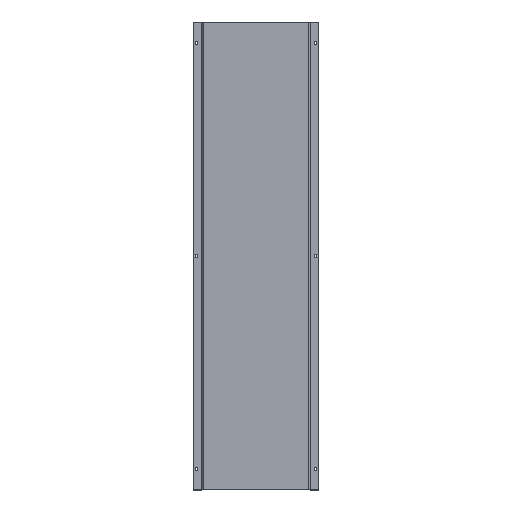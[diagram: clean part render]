
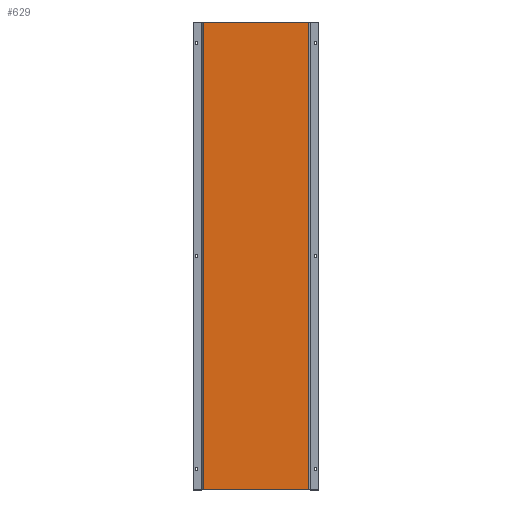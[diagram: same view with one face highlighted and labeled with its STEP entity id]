
A CAD part, top view. The second image highlights one B-rep face of the part: STEP entity #629.
In plain terms, the highlighted planar face has unit normal (0, 0, 1).
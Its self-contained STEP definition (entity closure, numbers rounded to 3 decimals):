
#209 = CARTESIAN_POINT ( 'NONE',  ( 1.7, 1100., 0. ) ) ;
#328 = DIRECTION ( 'NONE',  ( 0., 0., -1. ) ) ;
#340 = ORIENTED_EDGE ( 'NONE', *, *, #943, .T. ) ;
#358 = ORIENTED_EDGE ( 'NONE', *, *, #1622, .T. ) ;
#380 = CARTESIAN_POINT ( 'NONE',  ( 250.7, 0., 0. ) ) ;
#466 = DIRECTION ( 'NONE',  ( 0., -1., 0. ) ) ;
#559 = DIRECTION ( 'NONE',  ( -1., 0., 0. ) ) ;
#629 = ADVANCED_FACE ( 'NONE', ( #1757 ), #1364, .F. ) ;
#697 = CARTESIAN_POINT ( 'NONE',  ( 0., 0., 0. ) ) ;
#875 = CARTESIAN_POINT ( 'NONE',  ( 250.7, 1100., 0. ) ) ;
#919 = DIRECTION ( 'NONE',  ( -1., 0., 0. ) ) ;
#943 = EDGE_CURVE ( 'NONE', #1228, #1684, #1442, .T. ) ;
#1001 = DIRECTION ( 'NONE',  ( 1., 0., 0. ) ) ;
#1060 = EDGE_CURVE ( 'NONE', #1210, #1228, #1763, .T. ) ;
#1109 = VECTOR ( 'NONE', #1001, 1000. ) ;
#1210 = VERTEX_POINT ( 'NONE', #1816 ) ;
#1214 = ORIENTED_EDGE ( 'NONE', *, *, #1285, .T. ) ;
#1228 = VERTEX_POINT ( 'NONE', #1504 ) ;
#1263 = LINE ( 'NONE', #1445, #1719 ) ;
#1285 = EDGE_CURVE ( 'NONE', #1684, #1861, #1691, .T. ) ;
#1324 = VECTOR ( 'NONE', #466, 1000. ) ;
#1340 = ORIENTED_EDGE ( 'NONE', *, *, #1060, .T. ) ;
#1364 = PLANE ( 'NONE',  #1539 ) ;
#1391 = DIRECTION ( 'NONE',  ( 0., 1., 0. ) ) ;
#1421 = VECTOR ( 'NONE', #1391, 1000. ) ;
#1442 = LINE ( 'NONE', #697, #1109 ) ;
#1445 = CARTESIAN_POINT ( 'NONE',  ( 0., 1100., 0. ) ) ;
#1504 = CARTESIAN_POINT ( 'NONE',  ( 1.7, 0., 0. ) ) ;
#1539 = AXIS2_PLACEMENT_3D ( 'NONE', #1620, #328, #919 ) ;
#1562 = EDGE_LOOP ( 'NONE', ( #1214, #358, #1340, #340 ) ) ;
#1620 = CARTESIAN_POINT ( 'NONE',  ( 0., 0., 0. ) ) ;
#1622 = EDGE_CURVE ( 'NONE', #1861, #1210, #1263, .T. ) ;
#1684 = VERTEX_POINT ( 'NONE', #1697 ) ;
#1691 = LINE ( 'NONE', #380, #1421 ) ;
#1697 = CARTESIAN_POINT ( 'NONE',  ( 250.7, 0., 0. ) ) ;
#1719 = VECTOR ( 'NONE', #559, 1000. ) ;
#1757 = FACE_OUTER_BOUND ( 'NONE', #1562, .T. ) ;
#1763 = LINE ( 'NONE', #209, #1324 ) ;
#1816 = CARTESIAN_POINT ( 'NONE',  ( 1.7, 1100., 0. ) ) ;
#1861 = VERTEX_POINT ( 'NONE', #875 ) ;
